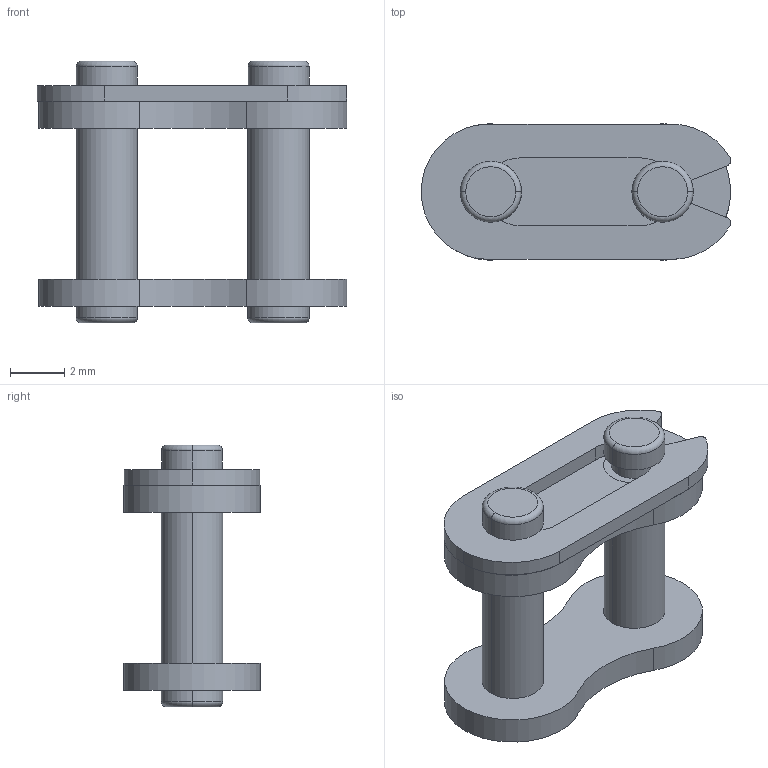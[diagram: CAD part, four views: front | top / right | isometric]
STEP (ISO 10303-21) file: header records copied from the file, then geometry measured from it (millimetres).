
FILE_DESCRIPTION (( 'STEP AP214' ), '1' );
FILE_NAME ('217-2998-001.STEP', '2014-08-07T22:24:55', ( '' ), ( '' ), 'SwSTEP 2.0', 'SolidWorks 2014', '' );
FILE_SCHEMA (( 'AUTOMOTIVE_DESIGN' ));
Length unit declared in the file: inch
Products named in the file (1): 217-2998-001
Bounding box: 11.44 x 5.03 x 9.68 mm (x, y, z)
Volume: 171.1 mm3; surface area: 489.3 mm2
Topology: 5 solids, 5 shells, 78 faces, 184 edges, 120 vertices
Faces by surface type: cylinder 50, plane 20, torus 8
Entity records: 3414 total; most frequent: DIRECTION 458, CARTESIAN_POINT 383, ORIENTED_EDGE 368, AXIS2_PLACEMENT_3D 195, EDGE_CURVE 184, VERTEX_POINT 120, CIRCLE 116, EDGE_LOOP 90
